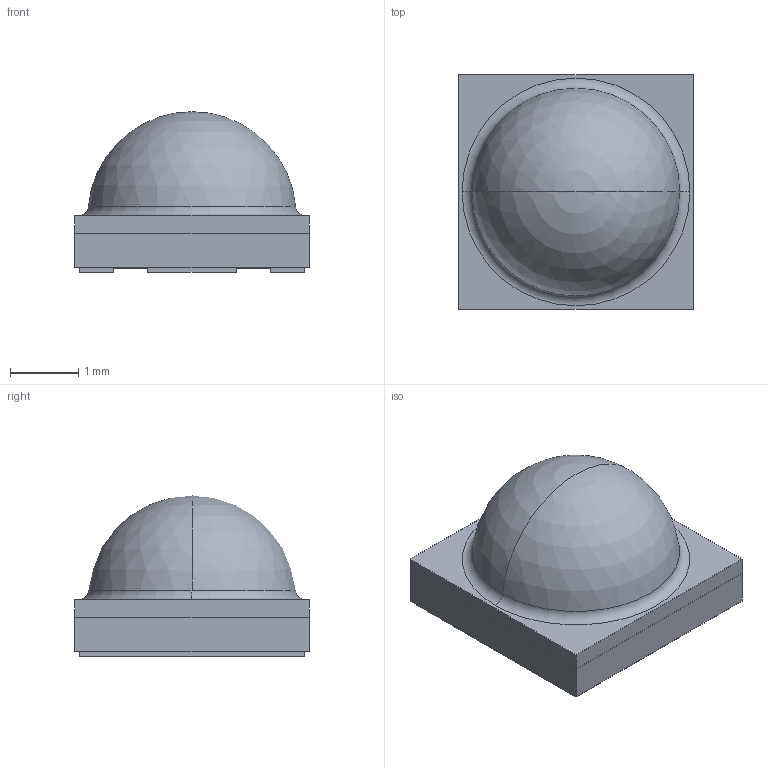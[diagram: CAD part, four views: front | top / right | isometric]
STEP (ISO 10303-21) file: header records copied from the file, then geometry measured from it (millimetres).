
FILE_DESCRIPTION((''),'2;1');
FILE_NAME('2610-00015_ASM','2016-07-18T',('dcronin'),(''),'PRO/ENGINEER BY PARAMETRIC TECHNOLOGY CORPORATION, 2010140','PRO/ENGINEER BY PARAMETRIC TECHNOLOGY CORPORATION, 2010140','');
FILE_SCHEMA(('CONFIG_CONTROL_DESIGN'));
Length unit declared in the file: millimetre
Products named in the file (10): 2500-00249E-CERAMIC; 2500-00249E-BOTTOM-TRACE; 2500-00249E-SOLDERMASK-NOTCH; 2500-00249E-SOLDERMASK-BACK; 2500-00249E-TOP-TRACE; 2500-00249E-SOLDERMASK-TOP; 2500-00249E_ASM; 2610-00015-CHIP; 2610-00015-LENS; 2610-00015_ASM
Assembly tree (9 placements, depth 3):
  2610-00015_ASM
    2500-00249E_ASM
      2500-00249E-CERAMIC
      2500-00249E-BOTTOM-TRACE
      2500-00249E-SOLDERMASK-NOTCH
      2500-00249E-SOLDERMASK-BACK
      2500-00249E-TOP-TRACE
      2500-00249E-SOLDERMASK-TOP
    2610-00015-CHIP
    2610-00015-LENS
Bounding box: 3.45 x 3.45 x 2.36 mm (x, y, z)
Volume: 18.1 mm3; surface area: 112.6 mm2
Topology: 11 solids, 11 shells, 110 faces, 262 edges, 173 vertices
Faces by surface type: plane 86, cylinder 16, cone 4, torus 2, sphere 2
Entity records: 3423 total; most frequent: DIRECTION 578, CARTESIAN_POINT 568, ORIENTED_EDGE 520, EDGE_CURVE 260, VECTOR 212, LINE 212, AXIS2_PLACEMENT_3D 183, VERTEX_POINT 173
